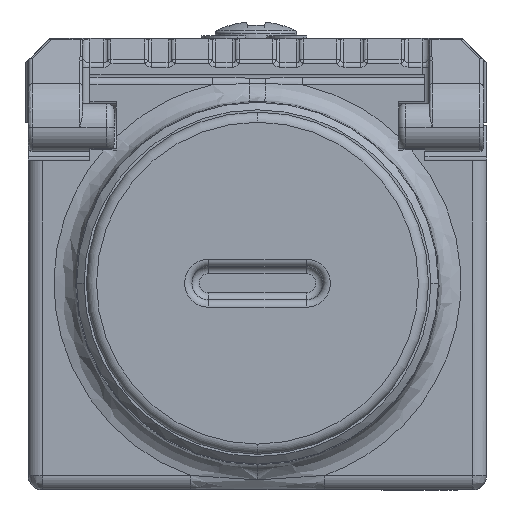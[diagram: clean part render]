
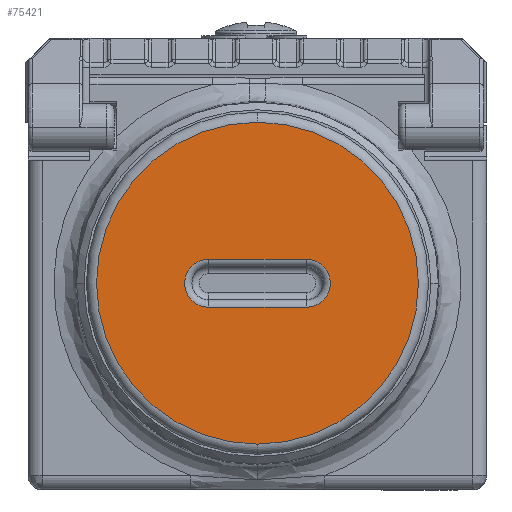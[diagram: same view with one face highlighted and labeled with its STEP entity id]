
A CAD part, front view. The second image highlights one B-rep face of the part: STEP entity #75421.
In plain terms, the highlighted planar face has unit normal (0, -1, 0).
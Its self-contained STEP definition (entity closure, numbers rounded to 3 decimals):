
#458 = CARTESIAN_POINT ( 'NONE',  ( 0.1, -5.861, 4.949 ) ) ;
#4222 = CIRCLE ( 'NONE', #42303, 11.05 ) ;
#5685 = VECTOR ( 'NONE', #47569, 1000. ) ;
#6002 = ORIENTED_EDGE ( 'NONE', *, *, #83004, .T. ) ;
#6358 = EDGE_CURVE ( 'NONE', #78304, #39643, #61710, .T. ) ;
#8789 = CARTESIAN_POINT ( 'NONE',  ( 0.1, -5.861, 14.349 ) ) ;
#11239 = LINE ( 'NONE', #84991, #90208 ) ;
#13474 = ORIENTED_EDGE ( 'NONE', *, *, #73322, .T. ) ;
#13570 = EDGE_LOOP ( 'NONE', ( #81079, #84736, #13474, #64515 ) ) ;
#13953 = DIRECTION ( 'NONE',  ( 0., -1., 0. ) ) ;
#14816 = VERTEX_POINT ( 'NONE', #8789 ) ;
#17951 = CARTESIAN_POINT ( 'NONE',  ( 3.45, -5.861, 3.299 ) ) ;
#17970 = CARTESIAN_POINT ( 'NONE',  ( 3.45, -5.861, 4.949 ) ) ;
#21239 = CARTESIAN_POINT ( 'NONE',  ( 0.1, -5.861, 3.299 ) ) ;
#22922 = AXIS2_PLACEMENT_3D ( 'NONE', #85325, #39504, #92995 ) ;
#23626 = VERTEX_POINT ( 'NONE', #17970 ) ;
#25647 = DIRECTION ( 'NONE',  ( 0., 0., -1. ) ) ;
#26544 = CARTESIAN_POINT ( 'NONE',  ( 0.1, -5.861, -8.451 ) ) ;
#28828 = CIRCLE ( 'NONE', #54239, 11.05 ) ;
#28909 = DIRECTION ( 'NONE',  ( 0., 0., -1. ) ) ;
#30859 = LINE ( 'NONE', #458, #5685 ) ;
#34205 = PLANE ( 'NONE',  #59106 ) ;
#37983 = EDGE_CURVE ( 'NONE', #39643, #23626, #30859, .T. ) ;
#39189 = DIRECTION ( 'NONE',  ( -1., 0., 0. ) ) ;
#39504 = DIRECTION ( 'NONE',  ( 0., 1., 0. ) ) ;
#39643 = VERTEX_POINT ( 'NONE', #87174 ) ;
#40586 = EDGE_LOOP ( 'NONE', ( #6002, #61350 ) ) ;
#41869 = DIRECTION ( 'NONE',  ( 0., 0., -1. ) ) ;
#42303 = AXIS2_PLACEMENT_3D ( 'NONE', #59689, #13953, #67380 ) ;
#47569 = DIRECTION ( 'NONE',  ( 1., 0., 0. ) ) ;
#48610 = FACE_BOUND ( 'NONE', #13570, .T. ) ;
#51832 = EDGE_CURVE ( 'NONE', #14816, #68109, #28828, .T. ) ;
#54239 = AXIS2_PLACEMENT_3D ( 'NONE', #21239, #74700, #28909 ) ;
#59106 = AXIS2_PLACEMENT_3D ( 'NONE', #26544, #87679, #41869 ) ;
#59689 = CARTESIAN_POINT ( 'NONE',  ( 0.1, -5.861, 3.299 ) ) ;
#61350 = ORIENTED_EDGE ( 'NONE', *, *, #51832, .T. ) ;
#61710 = CIRCLE ( 'NONE', #22922, 1.65 ) ;
#64515 = ORIENTED_EDGE ( 'NONE', *, *, #6358, .T. ) ;
#66529 = FACE_OUTER_BOUND ( 'NONE', #40586, .T. ) ;
#67062 = CARTESIAN_POINT ( 'NONE',  ( 0.1, -5.861, -7.751 ) ) ;
#67380 = DIRECTION ( 'NONE',  ( 0., 0., -1. ) ) ;
#68109 = VERTEX_POINT ( 'NONE', #67062 ) ;
#71412 = DIRECTION ( 'NONE',  ( 0., 1., 0. ) ) ;
#72722 = VERTEX_POINT ( 'NONE', #92149 ) ;
#73322 = EDGE_CURVE ( 'NONE', #72722, #78304, #11239, .T. ) ;
#74700 = DIRECTION ( 'NONE',  ( 0., -1., 0. ) ) ;
#75421 = ADVANCED_FACE ( 'NONE', ( #48610, #66529 ), #34205, .F. ) ;
#77158 = AXIS2_PLACEMENT_3D ( 'NONE', #17951, #71412, #25647 ) ;
#78304 = VERTEX_POINT ( 'NONE', #78373 ) ;
#78373 = CARTESIAN_POINT ( 'NONE',  ( -3.25, -5.861, 1.649 ) ) ;
#78555 = CIRCLE ( 'NONE', #77158, 1.65 ) ;
#81079 = ORIENTED_EDGE ( 'NONE', *, *, #37983, .T. ) ;
#83004 = EDGE_CURVE ( 'NONE', #68109, #14816, #4222, .T. ) ;
#84736 = ORIENTED_EDGE ( 'NONE', *, *, #97354, .T. ) ;
#84991 = CARTESIAN_POINT ( 'NONE',  ( 0.1, -5.861, 1.649 ) ) ;
#85325 = CARTESIAN_POINT ( 'NONE',  ( -3.25, -5.861, 3.299 ) ) ;
#87174 = CARTESIAN_POINT ( 'NONE',  ( -3.25, -5.861, 4.949 ) ) ;
#87679 = DIRECTION ( 'NONE',  ( 0., 1., 0. ) ) ;
#90208 = VECTOR ( 'NONE', #39189, 1000. ) ;
#92149 = CARTESIAN_POINT ( 'NONE',  ( 3.45, -5.861, 1.649 ) ) ;
#92995 = DIRECTION ( 'NONE',  ( 0., 0., -1. ) ) ;
#97354 = EDGE_CURVE ( 'NONE', #23626, #72722, #78555, .T. ) ;
